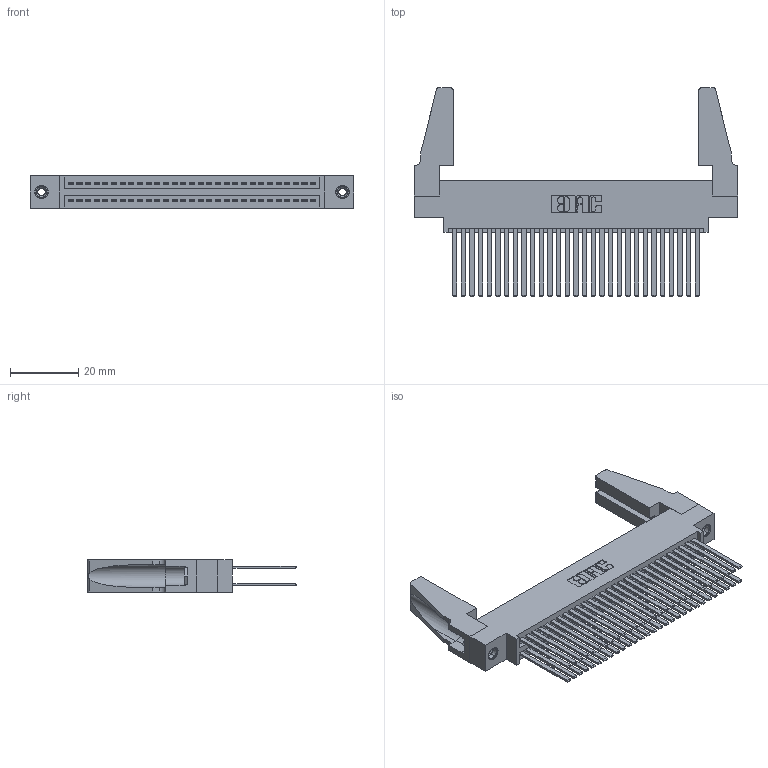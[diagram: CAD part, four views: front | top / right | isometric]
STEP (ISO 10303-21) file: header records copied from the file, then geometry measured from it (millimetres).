
FILE_DESCRIPTION (( 'STEP AP203' ), '1' );
FILE_NAME ('345-058-544-888.STEP', '2019-10-30T05:49:37', ( '' ), ( '' ), 'SwSTEP 2.0', 'SolidWorks 2016', '' );
FILE_SCHEMA (( 'CONFIG_CONTROL_DESIGN' ));
Length unit declared in the file: inch
Products named in the file (5): 345-250-001_345-250-001-102; 345-292-001_345-293-144; 345-220-078_345-220-088; 345-058-544-888; 345 Part_0.170 Offset - 0.156 Dia-TH
Assembly tree (63 placements, depth 2):
  345-058-544-888
    345 Part_0.170 Offset - 0.156 Dia-TH
    345-292-001_345-293-144  x58
    345-250-001_345-250-001-102  x2
    345-220-078_345-220-088  x2
Bounding box: 94.89 x 61.14 x 9.4 mm (x, y, z)
Volume: 13049.6 mm3; surface area: 19878.6 mm2
Topology: 63 solids, 63 shells, 2806 faces, 8265 edges, 5422 vertices
Faces by surface type: plane 1838, cylinder 952, cone 12, torus 4
Entity records: 26600 total; most frequent: CARTESIAN_POINT 4466, ORIENTED_EDGE 4360, DIRECTION 3956, EDGE_CURVE 2180, LINE 1894, VECTOR 1894, VERTEX_POINT 1446, AXIS2_PLACEMENT_3D 1031
